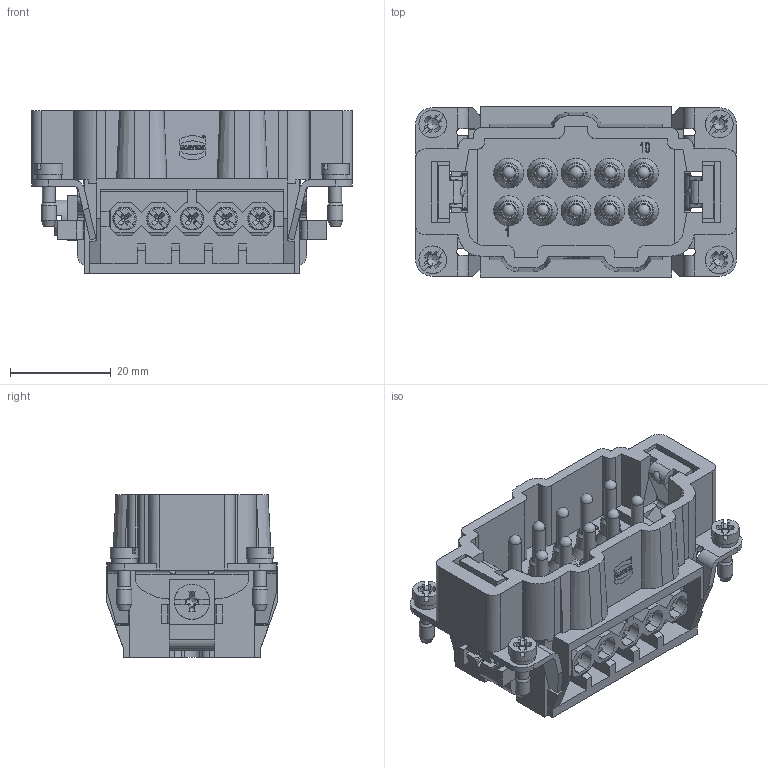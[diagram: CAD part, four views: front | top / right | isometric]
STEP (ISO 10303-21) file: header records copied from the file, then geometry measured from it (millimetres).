
FILE_DESCRIPTION(/* description */ (''),/* implementation_level */ '2;1');
FILE_NAME(/* name */ '100094808ugm000_d.stp',/* time_stamp */ '2018-11-26T15:31:09+01:00',/* author */ (''),/* organization */ (''),/* preprocessor_version */ 'ST-DEVELOPER v16.7',/* originating_system */ 'SIEMENS PLM Software NX 12.0',/* authorisation */ '');
FILE_SCHEMA (('AUTOMOTIVE_DESIGN { 1 0 10303 214 3 1 1 1 }'));
Products named in the file (1): 100094808ugm000_d
Bounding box: 63.85 x 33.9 x 32.42 mm (x, y, z)
Volume: 25529.6 mm3; surface area: 21954.3 mm2
Topology: 1 solids, 1 shells, 1963 faces, 5581 edges, 3729 vertices
Faces by surface type: plane 1163, bspline 350, cylinder 225, cone 149, extrusion 62, sphere 14
Full cylindrical faces by diameter (mm): 0.335 x1, 0.492 x1, 0.6 x2, 2.438 x2, 2.5 x16, 3 x4, 3.2 x11, 5 x4, 5.5 x4, 7 x1
Entity records: 92376 total; most frequent: CARTESIAN_POINT 31478, ORIENTED_EDGE 10658, DIRECTION 8266, EDGE_CURVE 5329, VERTEX_POINT 3530, VECTOR 3162, LINE 3100, AXIS2_PLACEMENT_3D 2552
